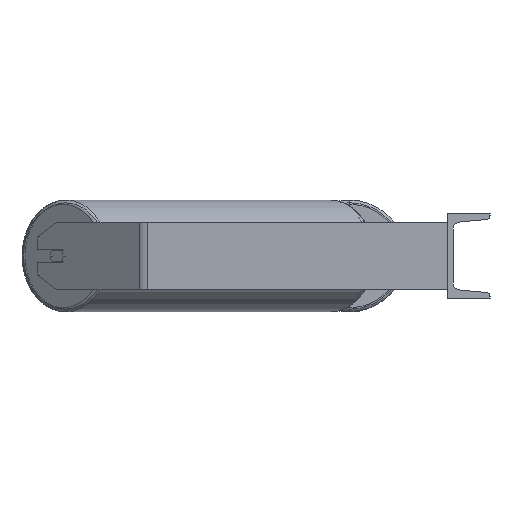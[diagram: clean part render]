
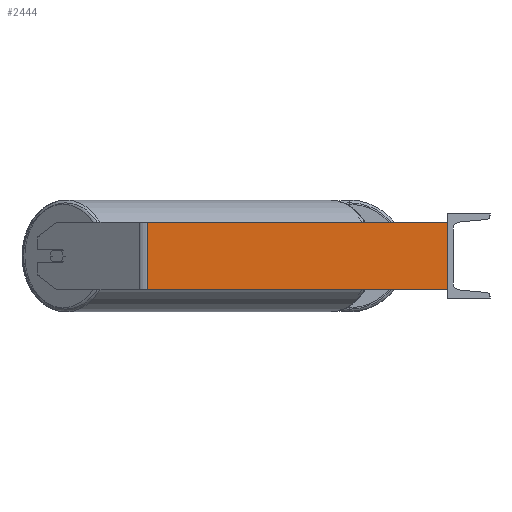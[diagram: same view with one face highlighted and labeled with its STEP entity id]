
A CAD part, left-side view. The second image highlights one B-rep face of the part: STEP entity #2444.
In plain terms, the highlighted planar face has unit normal (-1, 0, 0).
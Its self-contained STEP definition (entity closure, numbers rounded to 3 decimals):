
#374 = CARTESIAN_POINT ( 'NONE',  ( -785., 362.902, 40. ) ) ;
#640 = VERTEX_POINT ( 'NONE', #5565 ) ;
#959 = ORIENTED_EDGE ( 'NONE', *, *, #8108, .T. ) ;
#1202 = ORIENTED_EDGE ( 'NONE', *, *, #2038, .F. ) ;
#1293 = CARTESIAN_POINT ( 'NONE',  ( -785., 0., 40. ) ) ;
#1455 = EDGE_CURVE ( 'NONE', #640, #4237, #2610, .T. ) ;
#1617 = DIRECTION ( 'NONE',  ( 1., 0., 0. ) ) ;
#2038 = EDGE_CURVE ( 'NONE', #6409, #4237, #3373, .T. ) ;
#2283 = VECTOR ( 'NONE', #6875, 1000. ) ;
#2444 = ADVANCED_FACE ( 'NONE', ( #7257 ), #6562, .F. ) ;
#2610 = LINE ( 'NONE', #8063, #3025 ) ;
#2661 = ORIENTED_EDGE ( 'NONE', *, *, #1455, .T. ) ;
#2844 = VERTEX_POINT ( 'NONE', #8985 ) ;
#3025 = VECTOR ( 'NONE', #8844, 1000. ) ;
#3112 = DIRECTION ( 'NONE',  ( 0., 1., 0. ) ) ;
#3222 = VECTOR ( 'NONE', #6496, 1000. ) ;
#3373 = LINE ( 'NONE', #1293, #2283 ) ;
#3547 = CARTESIAN_POINT ( 'NONE',  ( -785., 362.902, 40. ) ) ;
#3729 = CARTESIAN_POINT ( 'NONE',  ( -785., 357.079, 40. ) ) ;
#4179 = ORIENTED_EDGE ( 'NONE', *, *, #7890, .F. ) ;
#4237 = VERTEX_POINT ( 'NONE', #5395 ) ;
#4541 = VECTOR ( 'NONE', #7638, 1000. ) ;
#4766 = AXIS2_PLACEMENT_3D ( 'NONE', #374, #1617, #3112 ) ;
#5232 = CARTESIAN_POINT ( 'NONE',  ( -785., 0., 40. ) ) ;
#5395 = CARTESIAN_POINT ( 'NONE',  ( -785., 0., -40. ) ) ;
#5565 = CARTESIAN_POINT ( 'NONE',  ( -785., 357.079, -40. ) ) ;
#6361 = LINE ( 'NONE', #3729, #3222 ) ;
#6409 = VERTEX_POINT ( 'NONE', #5232 ) ;
#6496 = DIRECTION ( 'NONE',  ( 0., 0., -1. ) ) ;
#6562 = PLANE ( 'NONE',  #4766 ) ;
#6875 = DIRECTION ( 'NONE',  ( 0., 0., -1. ) ) ;
#7251 = EDGE_LOOP ( 'NONE', ( #2661, #1202, #4179, #959 ) ) ;
#7257 = FACE_OUTER_BOUND ( 'NONE', #7251, .T. ) ;
#7638 = DIRECTION ( 'NONE',  ( 0., -1., 0. ) ) ;
#7890 = EDGE_CURVE ( 'NONE', #2844, #6409, #8276, .T. ) ;
#8063 = CARTESIAN_POINT ( 'NONE',  ( -785., 362.902, -40. ) ) ;
#8108 = EDGE_CURVE ( 'NONE', #2844, #640, #6361, .T. ) ;
#8276 = LINE ( 'NONE', #3547, #4541 ) ;
#8844 = DIRECTION ( 'NONE',  ( 0., -1., 0. ) ) ;
#8985 = CARTESIAN_POINT ( 'NONE',  ( -785., 357.079, 40. ) ) ;
